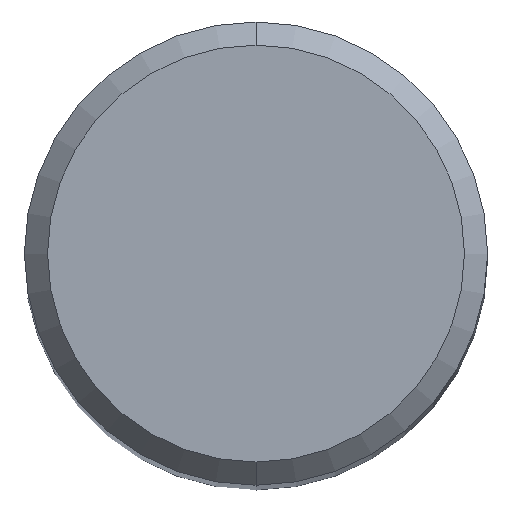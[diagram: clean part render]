
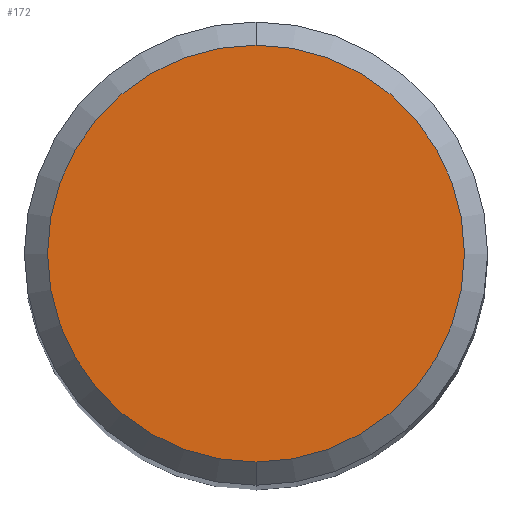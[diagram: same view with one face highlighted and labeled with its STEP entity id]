
A CAD part, top view. The second image highlights one B-rep face of the part: STEP entity #172.
In plain terms, the highlighted planar face has unit normal (0, 0, 1).
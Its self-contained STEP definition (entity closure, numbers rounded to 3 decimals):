
#104=EDGE_CURVE('',#196,#206,#255,.T.);
#146=EDGE_CURVE('',#206,#196,#301,.T.);
#172=ADVANCED_FACE('',(#329),#330,.T.);
#196=VERTEX_POINT('',#358);
#206=VERTEX_POINT('',#368);
#255=CIRCLE('',#416,3.6);
#301=CIRCLE('',#479,3.6);
#329=FACE_OUTER_BOUND('',#513,.T.);
#330=PLANE('',#514);
#358=CARTESIAN_POINT('',(0.0,3.6,0.0));
#368=CARTESIAN_POINT('',(0.,-3.6,0.0));
#416=AXIS2_PLACEMENT_3D('',#603,#604,#605);
#479=AXIS2_PLACEMENT_3D('',#662,#663,#664);
#513=EDGE_LOOP('',(#690,#691));
#514=AXIS2_PLACEMENT_3D('',#692,#693,#694);
#603=CARTESIAN_POINT('',(0.0,0.0,0.0));
#604=DIRECTION('',(0.0,0.0,-1.0));
#605=DIRECTION('',(0.0,1.0,0.0));
#662=CARTESIAN_POINT('',(0.0,0.0,0.0));
#663=DIRECTION('',(0.0,0.0,-1.0));
#664=DIRECTION('',(0.0,1.0,0.0));
#690=ORIENTED_EDGE('',*,*,#104,.F.);
#691=ORIENTED_EDGE('',*,*,#146,.F.);
#692=CARTESIAN_POINT('',(0.0,1.8,0.0));
#693=DIRECTION('',(-0.0,0.0,1.0));
#694=DIRECTION('',(0.0,-1.0,0.0));
